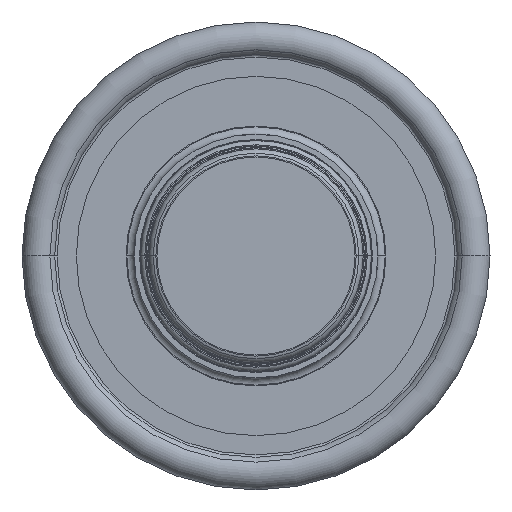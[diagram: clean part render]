
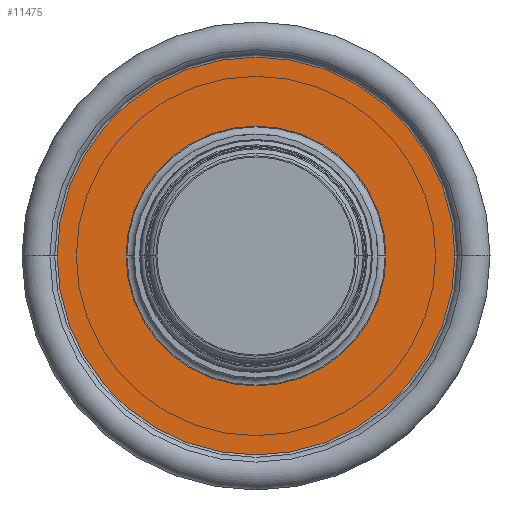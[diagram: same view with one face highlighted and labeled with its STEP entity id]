
A CAD part, front view. The second image highlights one B-rep face of the part: STEP entity #11475.
In plain terms, the highlighted face is planar.
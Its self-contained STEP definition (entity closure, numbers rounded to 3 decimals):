
#8703=CARTESIAN_POINT('',(0.,15.2,0.));
#8704=DIRECTION('',(0.,-1.,0.));
#8705=DIRECTION('',(1.,0.,0.));
#8706=AXIS2_PLACEMENT_3D('',#8703,#8704,#8705);
#8711=CARTESIAN_POINT('',(0.,15.2,0.));
#8712=DIRECTION('',(0.,-1.,0.));
#8713=DIRECTION('',(-1.,0.,0.));
#8714=AXIS2_PLACEMENT_3D('',#8711,#8712,#8713);
#8719=CARTESIAN_POINT('',(0.,15.2,0.));
#8720=DIRECTION('',(0.,1.,0.));
#8721=DIRECTION('',(-1.,0.,0.));
#8722=AXIS2_PLACEMENT_3D('',#8719,#8720,#8721);
#8727=CARTESIAN_POINT('',(0.,15.2,0.));
#8728=DIRECTION('',(0.,1.,0.));
#8729=DIRECTION('',(1.,0.,0.));
#8730=AXIS2_PLACEMENT_3D('',#8727,#8728,#8729);
#9775=CARTESIAN_POINT('',(24.05,15.2,0.));
#9776=CARTESIAN_POINT('',(-24.05,15.2,0.));
#9777=VERTEX_POINT('',#9775);
#9778=VERTEX_POINT('',#9776);
#9779=CARTESIAN_POINT('',(36.814,15.2,0.));
#9780=CARTESIAN_POINT('',(-36.814,15.2,0.));
#9781=VERTEX_POINT('',#9779);
#9782=VERTEX_POINT('',#9780);
#11459=CARTESIAN_POINT('',(0.,15.2,0.));
#11460=DIRECTION('',(0.,1.,0.));
#11461=DIRECTION('',(1.,0.,0.));
#11462=AXIS2_PLACEMENT_3D('',#11459,#11460,#11461);
#11463=PLANE('',#11462);
#11465=ORIENTED_EDGE('',*,*,#11464,.T.);
#11467=ORIENTED_EDGE('',*,*,#11466,.T.);
#11468=EDGE_LOOP('',(#11465,#11467));
#11469=FACE_OUTER_BOUND('',#11468,.F.);
#11471=ORIENTED_EDGE('',*,*,#11470,.T.);
#11472=ORIENTED_EDGE('',*,*,#11449,.T.);
#11473=EDGE_LOOP('',(#11471,#11472));
#11474=FACE_BOUND('',#11473,.F.);
#8707=CIRCLE('',#8706,36.814);
#8715=CIRCLE('',#8714,36.814);
#8723=CIRCLE('',#8722,24.05);
#8731=CIRCLE('',#8730,24.05);
#11449=EDGE_CURVE('',#9777,#9778,#8731,.T.);
#11464=EDGE_CURVE('',#9781,#9782,#8707,.T.);
#11466=EDGE_CURVE('',#9782,#9781,#8715,.T.);
#11470=EDGE_CURVE('',#9778,#9777,#8723,.T.);
#11475=ADVANCED_FACE('',(#11469,#11474),#11463,.T.);
